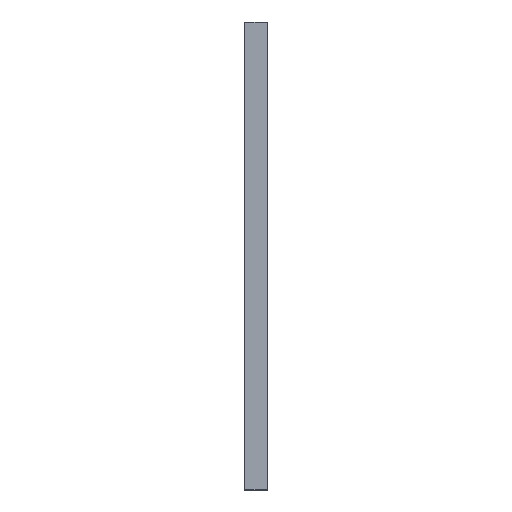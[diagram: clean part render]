
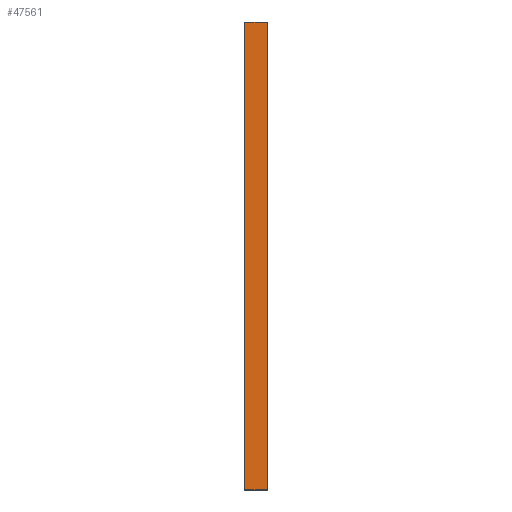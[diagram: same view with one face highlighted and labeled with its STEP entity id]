
A CAD part, front view. The second image highlights one B-rep face of the part: STEP entity #47561.
In plain terms, the highlighted planar face has unit normal (0, -1, 0).
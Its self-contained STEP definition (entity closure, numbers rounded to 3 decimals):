
#36920 = PLANE('',#36921);
#36921 = AXIS2_PLACEMENT_3D('',#36922,#36923,#36924);
#36922 = CARTESIAN_POINT('',(7.5,-15.45,0.05));
#36923 = DIRECTION('',(0.,0.707,0.707));
#36924 = DIRECTION('',(1.,0.,0.));
#37228 = PLANE('',#37229);
#37229 = AXIS2_PLACEMENT_3D('',#37230,#37231,#37232);
#37230 = CARTESIAN_POINT('',(7.5,-15.45,299.95));
#37231 = DIRECTION('',(0.,-0.707,
    0.707));
#37232 = DIRECTION('',(1.,0.,0.));
#37515 = PLANE('',#37516);
#37516 = AXIS2_PLACEMENT_3D('',#37517,#37518,#37519);
#37517 = CARTESIAN_POINT('',(-7.4,-15.4,0.));
#37518 = DIRECTION('',(-0.707,-0.707,
    0.));
#37519 = DIRECTION('',(0.,0.,1.));
#41163 = VERTEX_POINT('',#41164);
#41164 = CARTESIAN_POINT('',(7.4,-15.5,0.1));
#41185 = EDGE_CURVE('',#41163,#41186,#41188,.T.);
#41186 = VERTEX_POINT('',#41187);
#41187 = CARTESIAN_POINT('',(-7.3,-15.5,0.1));
#41188 = SURFACE_CURVE('',#41189,(#41193,#41200),.PCURVE_S1.);
#41189 = LINE('',#41190,#41191);
#41190 = CARTESIAN_POINT('',(7.5,-15.5,0.1));
#41191 = VECTOR('',#41192,1.);
#41192 = DIRECTION('',(-1.,0.,0.));
#41193 = PCURVE('',#36920,#41194);
#41194 = DEFINITIONAL_REPRESENTATION('',(#41195),#41199);
#41195 = LINE('',#41196,#41197);
#41196 = CARTESIAN_POINT('',(0.,-0.071));
#41197 = VECTOR('',#41198,1.);
#41198 = DIRECTION('',(-1.,0.));
#41199 = ( GEOMETRIC_REPRESENTATION_CONTEXT(2) 
PARAMETRIC_REPRESENTATION_CONTEXT() REPRESENTATION_CONTEXT('2D SPACE',''
  ) );
#41200 = PCURVE('',#41201,#41206);
#41201 = PLANE('',#41202);
#41202 = AXIS2_PLACEMENT_3D('',#41203,#41204,#41205);
#41203 = CARTESIAN_POINT('',(7.5,-15.5,0.));
#41204 = DIRECTION('',(0.,-1.,0.));
#41205 = DIRECTION('',(-1.,0.,0.));
#41206 = DEFINITIONAL_REPRESENTATION('',(#41207),#41211);
#41207 = LINE('',#41208,#41209);
#41208 = CARTESIAN_POINT('',(0.,-0.1));
#41209 = VECTOR('',#41210,1.);
#41210 = DIRECTION('',(1.,0.));
#41211 = ( GEOMETRIC_REPRESENTATION_CONTEXT(2) 
PARAMETRIC_REPRESENTATION_CONTEXT() REPRESENTATION_CONTEXT('2D SPACE',''
  ) );
#41478 = VERTEX_POINT('',#41479);
#41479 = CARTESIAN_POINT('',(7.4,-15.5,299.9));
#41500 = EDGE_CURVE('',#41478,#41501,#41503,.T.);
#41501 = VERTEX_POINT('',#41502);
#41502 = CARTESIAN_POINT('',(-7.3,-15.5,299.9));
#41503 = SURFACE_CURVE('',#41504,(#41508,#41515),.PCURVE_S1.);
#41504 = LINE('',#41505,#41506);
#41505 = CARTESIAN_POINT('',(7.5,-15.5,299.9));
#41506 = VECTOR('',#41507,1.);
#41507 = DIRECTION('',(-1.,0.,0.));
#41508 = PCURVE('',#37228,#41509);
#41509 = DEFINITIONAL_REPRESENTATION('',(#41510),#41514);
#41510 = LINE('',#41511,#41512);
#41511 = CARTESIAN_POINT('',(0.,-0.071));
#41512 = VECTOR('',#41513,1.);
#41513 = DIRECTION('',(-1.,0.));
#41514 = ( GEOMETRIC_REPRESENTATION_CONTEXT(2) 
PARAMETRIC_REPRESENTATION_CONTEXT() REPRESENTATION_CONTEXT('2D SPACE',''
  ) );
#41515 = PCURVE('',#41201,#41516);
#41516 = DEFINITIONAL_REPRESENTATION('',(#41517),#41521);
#41517 = LINE('',#41518,#41519);
#41518 = CARTESIAN_POINT('',(0.,-299.9));
#41519 = VECTOR('',#41520,1.);
#41520 = DIRECTION('',(1.,0.));
#41521 = ( GEOMETRIC_REPRESENTATION_CONTEXT(2) 
PARAMETRIC_REPRESENTATION_CONTEXT() REPRESENTATION_CONTEXT('2D SPACE',''
  ) );
#41657 = EDGE_CURVE('',#41186,#41501,#41658,.T.);
#41658 = SURFACE_CURVE('',#41659,(#41663,#41670),.PCURVE_S1.);
#41659 = LINE('',#41660,#41661);
#41660 = CARTESIAN_POINT('',(-7.3,-15.5,0.));
#41661 = VECTOR('',#41662,1.);
#41662 = DIRECTION('',(0.,0.,1.));
#41663 = PCURVE('',#37515,#41664);
#41664 = DEFINITIONAL_REPRESENTATION('',(#41665),#41669);
#41665 = LINE('',#41666,#41667);
#41666 = CARTESIAN_POINT('',(0.,-0.141));
#41667 = VECTOR('',#41668,1.);
#41668 = DIRECTION('',(1.,0.));
#41669 = ( GEOMETRIC_REPRESENTATION_CONTEXT(2) 
PARAMETRIC_REPRESENTATION_CONTEXT() REPRESENTATION_CONTEXT('2D SPACE',''
  ) );
#41670 = PCURVE('',#41201,#41671);
#41671 = DEFINITIONAL_REPRESENTATION('',(#41672),#41676);
#41672 = LINE('',#41673,#41674);
#41673 = CARTESIAN_POINT('',(14.8,0.));
#41674 = VECTOR('',#41675,1.);
#41675 = DIRECTION('',(0.,-1.));
#41676 = ( GEOMETRIC_REPRESENTATION_CONTEXT(2) 
PARAMETRIC_REPRESENTATION_CONTEXT() REPRESENTATION_CONTEXT('2D SPACE',''
  ) );
#47337 = PLANE('',#47338);
#47338 = AXIS2_PLACEMENT_3D('',#47339,#47340,#47341);
#47339 = CARTESIAN_POINT('',(7.45,-15.45,0.));
#47340 = DIRECTION('',(0.707,-0.707,0.));
#47341 = DIRECTION('',(0.,0.,1.));
#47561 = ADVANCED_FACE('',(#47562),#41201,.T.);
#47562 = FACE_BOUND('',#47563,.T.);
#47563 = EDGE_LOOP('',(#47564,#47585,#47586,#47587));
#47564 = ORIENTED_EDGE('',*,*,#47565,.T.);
#47565 = EDGE_CURVE('',#41163,#41478,#47566,.T.);
#47566 = SURFACE_CURVE('',#47567,(#47571,#47578),.PCURVE_S1.);
#47567 = LINE('',#47568,#47569);
#47568 = CARTESIAN_POINT('',(7.4,-15.5,0.));
#47569 = VECTOR('',#47570,1.);
#47570 = DIRECTION('',(0.,0.,1.));
#47571 = PCURVE('',#41201,#47572);
#47572 = DEFINITIONAL_REPRESENTATION('',(#47573),#47577);
#47573 = LINE('',#47574,#47575);
#47574 = CARTESIAN_POINT('',(0.1,0.));
#47575 = VECTOR('',#47576,1.);
#47576 = DIRECTION('',(0.,-1.));
#47577 = ( GEOMETRIC_REPRESENTATION_CONTEXT(2) 
PARAMETRIC_REPRESENTATION_CONTEXT() REPRESENTATION_CONTEXT('2D SPACE',''
  ) );
#47578 = PCURVE('',#47337,#47579);
#47579 = DEFINITIONAL_REPRESENTATION('',(#47580),#47584);
#47580 = LINE('',#47581,#47582);
#47581 = CARTESIAN_POINT('',(0.,0.071));
#47582 = VECTOR('',#47583,1.);
#47583 = DIRECTION('',(1.,0.));
#47584 = ( GEOMETRIC_REPRESENTATION_CONTEXT(2) 
PARAMETRIC_REPRESENTATION_CONTEXT() REPRESENTATION_CONTEXT('2D SPACE',''
  ) );
#47585 = ORIENTED_EDGE('',*,*,#41500,.T.);
#47586 = ORIENTED_EDGE('',*,*,#41657,.F.);
#47587 = ORIENTED_EDGE('',*,*,#41185,.F.);
